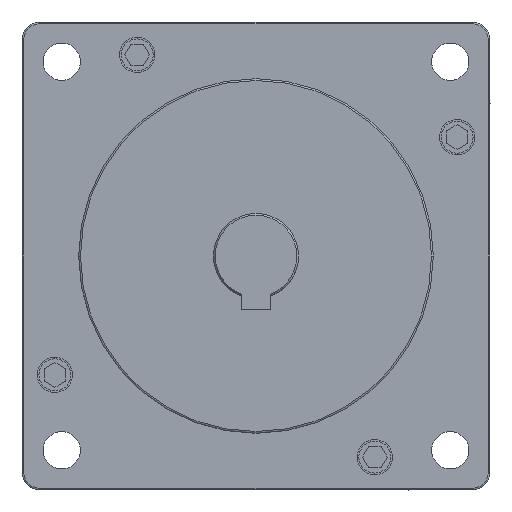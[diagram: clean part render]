
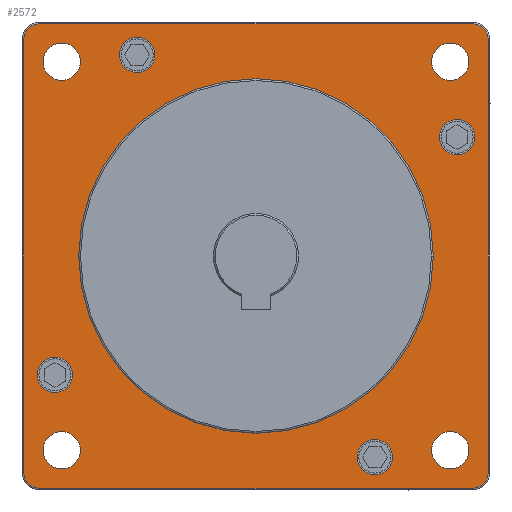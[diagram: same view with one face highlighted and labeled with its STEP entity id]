
A CAD part, left-side view. The second image highlights one B-rep face of the part: STEP entity #2572.
In plain terms, the highlighted planar face has unit normal (-1, 0, 0).
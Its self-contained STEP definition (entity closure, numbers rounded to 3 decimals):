
#1=CARTESIAN_POINT('',(0.,-54.8,-54.8));
#2=DIRECTION('',(-1.,0.,0.));
#3=DIRECTION('',(0.,-1.,0.));
#4=AXIS2_PLACEMENT_3D('',#1,#2,#3);
#6=CARTESIAN_POINT('',(0.,-54.8,-54.8));
#7=DIRECTION('',(-1.,0.,0.));
#8=DIRECTION('',(0.,1.,0.));
#9=AXIS2_PLACEMENT_3D('',#6,#7,#8);
#11=CARTESIAN_POINT('',(0.,54.8,-54.8));
#12=DIRECTION('',(-1.,0.,0.));
#13=DIRECTION('',(0.,-1.,0.));
#14=AXIS2_PLACEMENT_3D('',#11,#12,#13);
#16=CARTESIAN_POINT('',(0.,54.8,-54.8));
#17=DIRECTION('',(-1.,0.,0.));
#18=DIRECTION('',(0.,1.,0.));
#19=AXIS2_PLACEMENT_3D('',#16,#17,#18);
#21=CARTESIAN_POINT('',(0.,54.8,54.8));
#22=DIRECTION('',(-1.,0.,0.));
#23=DIRECTION('',(0.,-1.,0.));
#24=AXIS2_PLACEMENT_3D('',#21,#22,#23);
#26=CARTESIAN_POINT('',(0.,54.8,54.8));
#27=DIRECTION('',(-1.,0.,0.));
#28=DIRECTION('',(0.,1.,0.));
#29=AXIS2_PLACEMENT_3D('',#26,#27,#28);
#31=CARTESIAN_POINT('',(0.,-54.8,54.8));
#32=DIRECTION('',(-1.,0.,0.));
#33=DIRECTION('',(0.,-1.,0.));
#34=AXIS2_PLACEMENT_3D('',#31,#32,#33);
#36=CARTESIAN_POINT('',(0.,-54.8,54.8));
#37=DIRECTION('',(-1.,0.,0.));
#38=DIRECTION('',(0.,1.,0.));
#39=AXIS2_PLACEMENT_3D('',#36,#37,#38);
#41=CARTESIAN_POINT('',(0.,0.,0.));
#42=DIRECTION('',(-1.,0.,0.));
#43=DIRECTION('',(0.,1.,0.));
#44=AXIS2_PLACEMENT_3D('',#41,#42,#43);
#46=CARTESIAN_POINT('',(0.,0.,0.));
#47=DIRECTION('',(-1.,0.,0.));
#48=DIRECTION('',(0.,-1.,0.));
#49=AXIS2_PLACEMENT_3D('',#46,#47,#48);
#51=CARTESIAN_POINT('',(0.,-61.,-61.));
#52=DIRECTION('',(-1.,0.,0.));
#53=DIRECTION('',(0.,0.,-1.));
#54=AXIS2_PLACEMENT_3D('',#51,#52,#53);
#56=DIRECTION('',(0.,-1.,0.));
#57=VECTOR('',#56,122.);
#58=CARTESIAN_POINT('',(0.,61.,-65.5));
#59=LINE('',#58,#57);
#60=CARTESIAN_POINT('',(0.,61.,-61.));
#61=DIRECTION('',(-1.,0.,0.));
#62=DIRECTION('',(0.,1.,0.));
#63=AXIS2_PLACEMENT_3D('',#60,#61,#62);
#65=DIRECTION('',(0.,0.,-1.));
#66=VECTOR('',#65,122.);
#67=CARTESIAN_POINT('',(0.,65.5,61.));
#68=LINE('',#67,#66);
#69=CARTESIAN_POINT('',(0.,61.,61.));
#70=DIRECTION('',(-1.,0.,0.));
#71=DIRECTION('',(0.,0.,1.));
#72=AXIS2_PLACEMENT_3D('',#69,#70,#71);
#74=DIRECTION('',(0.,1.,0.));
#75=VECTOR('',#74,122.);
#76=CARTESIAN_POINT('',(0.,-61.,65.5));
#77=LINE('',#76,#75);
#78=CARTESIAN_POINT('',(0.,-61.,61.));
#79=DIRECTION('',(-1.,0.,0.));
#80=DIRECTION('',(0.,-1.,0.));
#81=AXIS2_PLACEMENT_3D('',#78,#79,#80);
#83=DIRECTION('',(0.,0.,1.));
#84=VECTOR('',#83,122.);
#85=CARTESIAN_POINT('',(0.,-65.5,-61.));
#86=LINE('',#85,#84);
#87=CARTESIAN_POINT('',(0.,-33.53,-56.72));
#88=DIRECTION('',(-1.,0.,0.));
#89=DIRECTION('',(0.,1.,0.));
#90=AXIS2_PLACEMENT_3D('',#87,#88,#89);
#92=CARTESIAN_POINT('',(0.,-33.53,-56.72));
#93=DIRECTION('',(-1.,0.,0.));
#94=DIRECTION('',(0.,-1.,0.));
#95=AXIS2_PLACEMENT_3D('',#92,#93,#94);
#131=CARTESIAN_POINT('',(0.,-56.72,33.53));
#132=DIRECTION('',(-1.,0.,0.));
#133=DIRECTION('',(0.,0.,-1.));
#134=AXIS2_PLACEMENT_3D('',#131,#132,#133);
#136=CARTESIAN_POINT('',(0.,-56.72,33.53));
#137=DIRECTION('',(-1.,0.,0.));
#138=DIRECTION('',(0.,0.,1.));
#139=AXIS2_PLACEMENT_3D('',#136,#137,#138);
#175=CARTESIAN_POINT('',(0.,33.53,56.72));
#176=DIRECTION('',(-1.,0.,0.));
#177=DIRECTION('',(0.,-1.,0.));
#178=AXIS2_PLACEMENT_3D('',#175,#176,#177);
#180=CARTESIAN_POINT('',(0.,33.53,56.72));
#181=DIRECTION('',(-1.,0.,0.));
#182=DIRECTION('',(0.,1.,0.));
#183=AXIS2_PLACEMENT_3D('',#180,#181,#182);
#219=CARTESIAN_POINT('',(0.,56.72,-33.53));
#220=DIRECTION('',(-1.,0.,0.));
#221=DIRECTION('',(0.,0.,1.));
#222=AXIS2_PLACEMENT_3D('',#219,#220,#221);
#224=CARTESIAN_POINT('',(0.,56.72,-33.53));
#225=DIRECTION('',(-1.,0.,0.));
#226=DIRECTION('',(0.,0.,-1.));
#227=AXIS2_PLACEMENT_3D('',#224,#225,#226);
#2031=CARTESIAN_POINT('',(0.,-60.05,-54.8));
#2032=CARTESIAN_POINT('',(0.,-49.55,-54.8));
#2033=VERTEX_POINT('',#2031);
#2034=VERTEX_POINT('',#2032);
#2035=CARTESIAN_POINT('',(0.,49.55,-54.8));
#2036=CARTESIAN_POINT('',(0.,60.05,-54.8));
#2037=VERTEX_POINT('',#2035);
#2038=VERTEX_POINT('',#2036);
#2039=CARTESIAN_POINT('',(0.,49.55,54.8));
#2040=CARTESIAN_POINT('',(0.,60.05,54.8));
#2041=VERTEX_POINT('',#2039);
#2042=VERTEX_POINT('',#2040);
#2043=CARTESIAN_POINT('',(0.,-60.05,54.8));
#2044=CARTESIAN_POINT('',(0.,-49.55,54.8));
#2045=VERTEX_POINT('',#2043);
#2046=VERTEX_POINT('',#2044);
#2263=CARTESIAN_POINT('',(0.,50.,0.));
#2264=CARTESIAN_POINT('',(0.,-50.,0.));
#2265=VERTEX_POINT('',#2263);
#2266=VERTEX_POINT('',#2264);
#2279=CARTESIAN_POINT('',(0.,-61.,-65.5));
#2280=CARTESIAN_POINT('',(0.,-65.5,-61.));
#2281=VERTEX_POINT('',#2279);
#2282=VERTEX_POINT('',#2280);
#2287=CARTESIAN_POINT('',(0.,-65.5,61.));
#2288=VERTEX_POINT('',#2287);
#2291=CARTESIAN_POINT('',(0.,-61.,65.5));
#2292=VERTEX_POINT('',#2291);
#2295=CARTESIAN_POINT('',(0.,61.,65.5));
#2296=VERTEX_POINT('',#2295);
#2299=CARTESIAN_POINT('',(0.,65.5,61.));
#2300=VERTEX_POINT('',#2299);
#2303=CARTESIAN_POINT('',(0.,65.5,-61.));
#2304=VERTEX_POINT('',#2303);
#2307=CARTESIAN_POINT('',(0.,61.,-65.5));
#2308=VERTEX_POINT('',#2307);
#2343=CARTESIAN_POINT('',(0.,-28.53,-56.72));
#2344=CARTESIAN_POINT('',(0.,-38.53,-56.72));
#2345=VERTEX_POINT('',#2343);
#2346=VERTEX_POINT('',#2344);
#2383=CARTESIAN_POINT('',(0.,-56.72,28.53));
#2384=CARTESIAN_POINT('',(0.,-56.72,38.53));
#2385=VERTEX_POINT('',#2383);
#2386=VERTEX_POINT('',#2384);
#2423=CARTESIAN_POINT('',(0.,28.53,56.72));
#2424=CARTESIAN_POINT('',(0.,38.53,56.72));
#2425=VERTEX_POINT('',#2423);
#2426=VERTEX_POINT('',#2424);
#2463=CARTESIAN_POINT('',(0.,56.72,-28.53));
#2464=CARTESIAN_POINT('',(0.,56.72,-38.53));
#2465=VERTEX_POINT('',#2463);
#2466=VERTEX_POINT('',#2464);
#2495=CARTESIAN_POINT('',(0.,0.,0.));
#2496=DIRECTION('',(1.,0.,0.));
#2497=DIRECTION('',(0.,-1.,0.));
#2498=AXIS2_PLACEMENT_3D('',#2495,#2496,#2497);
#2499=PLANE('',#2498);
#2501=ORIENTED_EDGE('',*,*,#2500,.F.);
#2503=ORIENTED_EDGE('',*,*,#2502,.F.);
#2505=ORIENTED_EDGE('',*,*,#2504,.F.);
#2507=ORIENTED_EDGE('',*,*,#2506,.F.);
#2509=ORIENTED_EDGE('',*,*,#2508,.F.);
#2511=ORIENTED_EDGE('',*,*,#2510,.F.);
#2513=ORIENTED_EDGE('',*,*,#2512,.F.);
#2515=ORIENTED_EDGE('',*,*,#2514,.F.);
#2516=EDGE_LOOP('',(#2501,#2503,#2505,#2507,#2509,#2511,#2513,#2515));
#2517=FACE_OUTER_BOUND('',#2516,.F.);
#2519=ORIENTED_EDGE('',*,*,#2518,.T.);
#2521=ORIENTED_EDGE('',*,*,#2520,.T.);
#2522=EDGE_LOOP('',(#2519,#2521));
#2523=FACE_BOUND('',#2522,.F.);
#2525=ORIENTED_EDGE('',*,*,#2524,.T.);
#2527=ORIENTED_EDGE('',*,*,#2526,.T.);
#2528=EDGE_LOOP('',(#2525,#2527));
#2529=FACE_BOUND('',#2528,.F.);
#2531=ORIENTED_EDGE('',*,*,#2530,.T.);
#2533=ORIENTED_EDGE('',*,*,#2532,.T.);
#2534=EDGE_LOOP('',(#2531,#2533));
#2535=FACE_BOUND('',#2534,.F.);
#2537=ORIENTED_EDGE('',*,*,#2536,.T.);
#2539=ORIENTED_EDGE('',*,*,#2538,.T.);
#2540=EDGE_LOOP('',(#2537,#2539));
#2541=FACE_BOUND('',#2540,.F.);
#2543=ORIENTED_EDGE('',*,*,#2542,.T.);
#2545=ORIENTED_EDGE('',*,*,#2544,.T.);
#2546=EDGE_LOOP('',(#2543,#2545));
#2547=FACE_BOUND('',#2546,.F.);
#2549=ORIENTED_EDGE('',*,*,#2548,.T.);
#2551=ORIENTED_EDGE('',*,*,#2550,.T.);
#2552=EDGE_LOOP('',(#2549,#2551));
#2553=FACE_BOUND('',#2552,.F.);
#2555=ORIENTED_EDGE('',*,*,#2554,.T.);
#2557=ORIENTED_EDGE('',*,*,#2556,.T.);
#2558=EDGE_LOOP('',(#2555,#2557));
#2559=FACE_BOUND('',#2558,.F.);
#2561=ORIENTED_EDGE('',*,*,#2560,.T.);
#2563=ORIENTED_EDGE('',*,*,#2562,.T.);
#2564=EDGE_LOOP('',(#2561,#2563));
#2565=FACE_BOUND('',#2564,.F.);
#2567=ORIENTED_EDGE('',*,*,#2566,.T.);
#2569=ORIENTED_EDGE('',*,*,#2568,.T.);
#2570=EDGE_LOOP('',(#2567,#2569));
#2571=FACE_BOUND('',#2570,.F.);
#5=CIRCLE('',#4,5.25);
#10=CIRCLE('',#9,5.25);
#15=CIRCLE('',#14,5.25);
#20=CIRCLE('',#19,5.25);
#25=CIRCLE('',#24,5.25);
#30=CIRCLE('',#29,5.25);
#35=CIRCLE('',#34,5.25);
#40=CIRCLE('',#39,5.25);
#45=CIRCLE('',#44,50.);
#50=CIRCLE('',#49,50.);
#55=CIRCLE('',#54,4.5);
#64=CIRCLE('',#63,4.5);
#73=CIRCLE('',#72,4.5);
#82=CIRCLE('',#81,4.5);
#91=CIRCLE('',#90,5.);
#96=CIRCLE('',#95,5.);
#135=CIRCLE('',#134,5.);
#140=CIRCLE('',#139,5.);
#179=CIRCLE('',#178,5.);
#184=CIRCLE('',#183,5.);
#223=CIRCLE('',#222,5.);
#228=CIRCLE('',#227,5.);
#2500=EDGE_CURVE('',#2281,#2282,#55,.T.);
#2502=EDGE_CURVE('',#2308,#2281,#59,.T.);
#2504=EDGE_CURVE('',#2304,#2308,#64,.T.);
#2506=EDGE_CURVE('',#2300,#2304,#68,.T.);
#2508=EDGE_CURVE('',#2296,#2300,#73,.T.);
#2510=EDGE_CURVE('',#2292,#2296,#77,.T.);
#2512=EDGE_CURVE('',#2288,#2292,#82,.T.);
#2514=EDGE_CURVE('',#2282,#2288,#86,.T.);
#2518=EDGE_CURVE('',#2033,#2034,#5,.T.);
#2520=EDGE_CURVE('',#2034,#2033,#10,.T.);
#2524=EDGE_CURVE('',#2037,#2038,#15,.T.);
#2526=EDGE_CURVE('',#2038,#2037,#20,.T.);
#2530=EDGE_CURVE('',#2041,#2042,#25,.T.);
#2532=EDGE_CURVE('',#2042,#2041,#30,.T.);
#2536=EDGE_CURVE('',#2045,#2046,#35,.T.);
#2538=EDGE_CURVE('',#2046,#2045,#40,.T.);
#2542=EDGE_CURVE('',#2265,#2266,#45,.T.);
#2544=EDGE_CURVE('',#2266,#2265,#50,.T.);
#2548=EDGE_CURVE('',#2345,#2346,#91,.T.);
#2550=EDGE_CURVE('',#2346,#2345,#96,.T.);
#2554=EDGE_CURVE('',#2385,#2386,#135,.T.);
#2556=EDGE_CURVE('',#2386,#2385,#140,.T.);
#2560=EDGE_CURVE('',#2425,#2426,#179,.T.);
#2562=EDGE_CURVE('',#2426,#2425,#184,.T.);
#2566=EDGE_CURVE('',#2465,#2466,#223,.T.);
#2568=EDGE_CURVE('',#2466,#2465,#228,.T.);
#2572=ADVANCED_FACE('',(#2517,#2523,#2529,#2535,#2541,#2547,#2553,#2559,#2565,
#2571),#2499,.F.);
